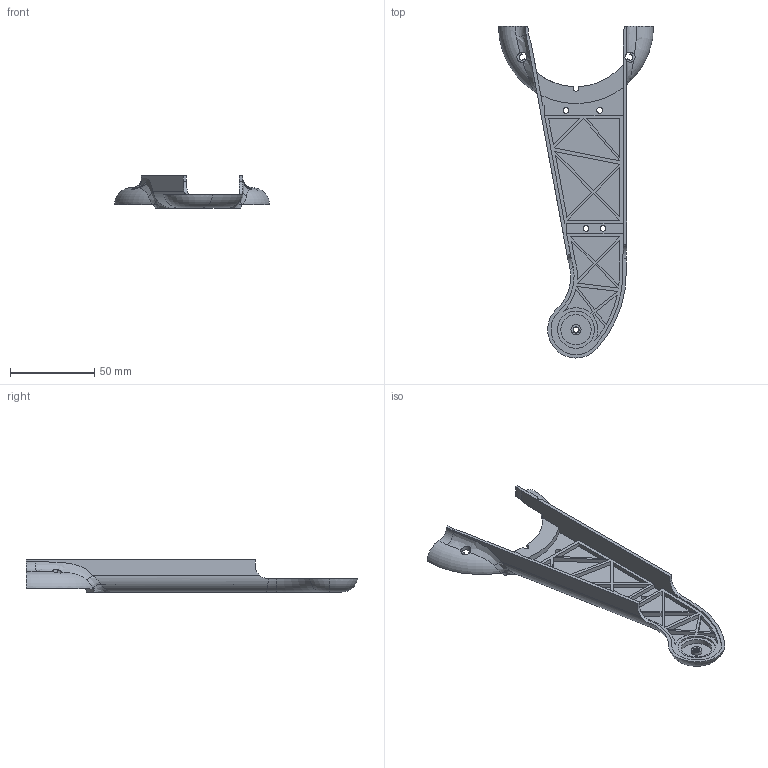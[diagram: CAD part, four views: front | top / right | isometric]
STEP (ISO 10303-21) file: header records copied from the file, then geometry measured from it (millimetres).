
FILE_DESCRIPTION (( 'STEP AP214' ), '1' );
FILE_NAME ('俋褲狟裔.STEP', '2022-10-22T12:25:54', ( '' ), ( '' ), 'SwSTEP 2.0', 'SolidWorks 2021', '' );
FILE_SCHEMA (( 'AUTOMOTIVE_DESIGN' ));
Length unit declared in the file: millimetre
Products named in the file (1): 俋褲狟裔
Bounding box: 92 x 196.79 x 19 mm (x, y, z)
Volume: 32122 mm3; surface area: 28064.7 mm2
Topology: 1 solids, 1 shells, 192 faces, 508 edges, 332 vertices
Faces by surface type: plane 98, cylinder 66, bspline 16, torus 8, cone 4
Entity records: 8107 total; most frequent: CARTESIAN_POINT 3358, ORIENTED_EDGE 1016, DIRECTION 934, EDGE_CURVE 508, VERTEX_POINT 332, AXIS2_PLACEMENT_3D 321, LINE 292, VECTOR 292
